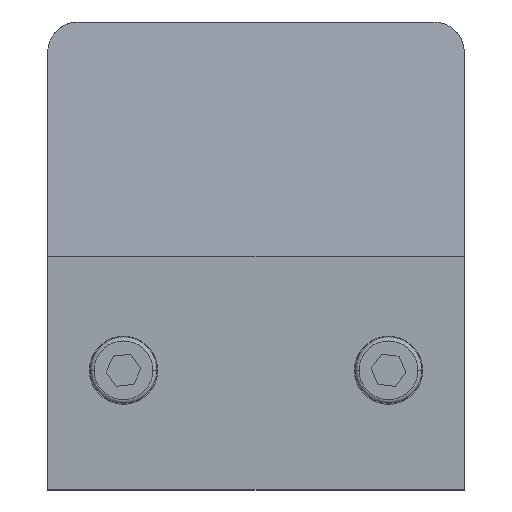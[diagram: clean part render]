
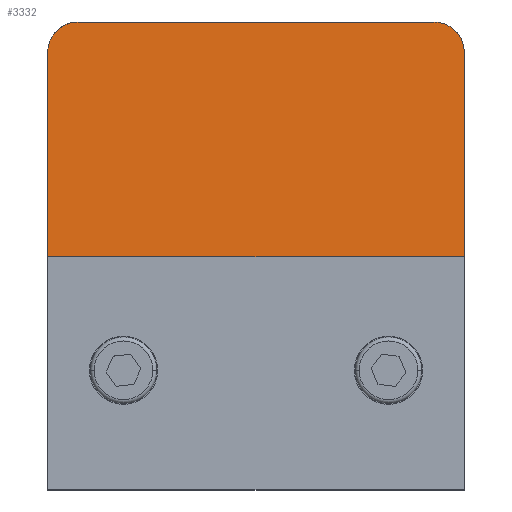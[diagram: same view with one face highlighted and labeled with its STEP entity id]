
A CAD part, top view. The second image highlights one B-rep face of the part: STEP entity #3332.
In plain terms, the highlighted planar face has unit normal (0, 0.064, 0.998).
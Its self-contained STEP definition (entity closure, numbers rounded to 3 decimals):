
#198 = LINE ( 'NONE', #1452, #1741 ) ;
#222 = CARTESIAN_POINT ( 'NONE',  ( 27.5, 6.5, 23.5 ) ) ;
#244 = VECTOR ( 'NONE', #1173, 1000. ) ;
#307 = CARTESIAN_POINT ( 'NONE',  ( -27.5, 6.5, 23.5 ) ) ;
#438 = CARTESIAN_POINT ( 'NONE',  ( -23.5, 37.5, 21.5 ) ) ;
#501 = VERTEX_POINT ( 'NONE', #1772 ) ;
#534 = ORIENTED_EDGE ( 'NONE', *, *, #814, .T. ) ;
#583 = CARTESIAN_POINT ( 'NONE',  ( 27.5, 37.5, 21.5 ) ) ;
#800 = CARTESIAN_POINT ( 'NONE',  ( -27.5, 33.5, 21.758 ) ) ;
#814 = EDGE_CURVE ( 'NONE', #501, #1735, #1748, .T. ) ;
#829 = EDGE_CURVE ( 'NONE', #1656, #1735, #198, .T. ) ;
#849 = VECTOR ( 'NONE', #2521, 1000. ) ;
#890 = LINE ( 'NONE', #583, #2653 ) ;
#933 = DIRECTION ( 'NONE',  ( 0., -0.064, -0.998 ) ) ;
#1173 = DIRECTION ( 'NONE',  ( -1., 0., 0. ) ) ;
#1228 = CARTESIAN_POINT ( 'NONE',  ( 25.843, 37.5, 21.5 ) ) ;
#1230 = CARTESIAN_POINT ( 'NONE',  ( 27.5, 37.5, 21.5 ) ) ;
#1429 = DIRECTION ( 'NONE',  ( 0., -0.998, 0.064 ) ) ;
#1452 = CARTESIAN_POINT ( 'NONE',  ( 27.5, 6.5, 23.5 ) ) ;
#1517 = CARTESIAN_POINT ( 'NONE',  ( 23.5, 37.5, 21.5 ) ) ;
#1656 = VERTEX_POINT ( 'NONE', #222 ) ;
#1705 = CARTESIAN_POINT ( 'NONE',  ( 27.5, 33.5, 21.758 ) ) ;
#1706 = EDGE_CURVE ( 'NONE', #2768, #501, #2796, .T. ) ;
#1725 = FACE_OUTER_BOUND ( 'NONE', #2047, .T. ) ;
#1735 = VERTEX_POINT ( 'NONE', #307 ) ;
#1741 = VECTOR ( 'NONE', #2254, 1000. ) ;
#1748 = LINE ( 'NONE', #1767, #849 ) ;
#1767 = CARTESIAN_POINT ( 'NONE',  ( -27.5, 37.5, 21.5 ) ) ;
#1769 = ORIENTED_EDGE ( 'NONE', *, *, #2354, .T. ) ;
#1772 = CARTESIAN_POINT ( 'NONE',  ( -27.5, 33.5, 21.758 ) ) ;
#1780 = CARTESIAN_POINT ( 'NONE',  ( 23.5, 37.5, 21.5 ) ) ;
#1875 = VERTEX_POINT ( 'NONE', #1929 ) ;
#1886 = ORIENTED_EDGE ( 'NONE', *, *, #829, .F. ) ;
#1929 = CARTESIAN_POINT ( 'NONE',  ( 27.5, 33.5, 21.758 ) ) ;
#1961 = DIRECTION ( 'NONE',  ( 0., 0.998, -0.064 ) ) ;
#2008 = CARTESIAN_POINT ( 'NONE',  ( -27.5, 35.843, 21.607 ) ) ;
#2047 = EDGE_LOOP ( 'NONE', ( #2291, #3043, #534, #1886, #2908, #1769 ) ) ;
#2253 = EDGE_CURVE ( 'NONE', #1875, #1656, #890, .T. ) ;
#2254 = DIRECTION ( 'NONE',  ( -1., 0., 0. ) ) ;
#2291 = ORIENTED_EDGE ( 'NONE', *, *, #3293, .T. ) ;
#2354 = EDGE_CURVE ( 'NONE', #1875, #2758, #2895, .T. ) ;
#2513 = CARTESIAN_POINT ( 'NONE',  ( -25.843, 37.5, 21.5 ) ) ;
#2521 = DIRECTION ( 'NONE',  ( 0., -0.998, 0.064 ) ) ;
#2653 = VECTOR ( 'NONE', #1429, 1000. ) ;
#2730 = CARTESIAN_POINT ( 'NONE',  ( 27.5, 35.843, 21.607 ) ) ;
#2758 = VERTEX_POINT ( 'NONE', #1517 ) ;
#2768 = VERTEX_POINT ( 'NONE', #438 ) ;
#2796 =( BOUNDED_CURVE ( )  B_SPLINE_CURVE ( 3, ( #3321, #2513, #2008, #800 ),
 .UNSPECIFIED., .F., .T. ) 
 B_SPLINE_CURVE_WITH_KNOTS ( ( 4, 4 ),
 ( 3.142, 4.712 ),
 .UNSPECIFIED. ) 
 CURVE ( )  GEOMETRIC_REPRESENTATION_ITEM ( )  RATIONAL_B_SPLINE_CURVE ( ( 1., 0.805, 0.805, 1. ) ) 
 REPRESENTATION_ITEM ( '' )  );
#2840 = AXIS2_PLACEMENT_3D ( 'NONE', #3275, #933, #1961 ) ;
#2895 =( BOUNDED_CURVE ( )  B_SPLINE_CURVE ( 3, ( #1705, #2730, #1228, #1780 ),
 .UNSPECIFIED., .F., .T. ) 
 B_SPLINE_CURVE_WITH_KNOTS ( ( 4, 4 ),
 ( 4.712, 6.283 ),
 .UNSPECIFIED. ) 
 CURVE ( )  GEOMETRIC_REPRESENTATION_ITEM ( )  RATIONAL_B_SPLINE_CURVE ( ( 1., 0.805, 0.805, 1. ) ) 
 REPRESENTATION_ITEM ( '' )  );
#2908 = ORIENTED_EDGE ( 'NONE', *, *, #2253, .F. ) ;
#3034 = PLANE ( 'NONE',  #2840 ) ;
#3043 = ORIENTED_EDGE ( 'NONE', *, *, #1706, .T. ) ;
#3236 = LINE ( 'NONE', #1230, #244 ) ;
#3275 = CARTESIAN_POINT ( 'NONE',  ( 27.5, 37.5, 21.5 ) ) ;
#3293 = EDGE_CURVE ( 'NONE', #2758, #2768, #3236, .T. ) ;
#3321 = CARTESIAN_POINT ( 'NONE',  ( -23.5, 37.5, 21.5 ) ) ;
#3332 = ADVANCED_FACE ( 'NONE', ( #1725 ), #3034, .F. ) ;
